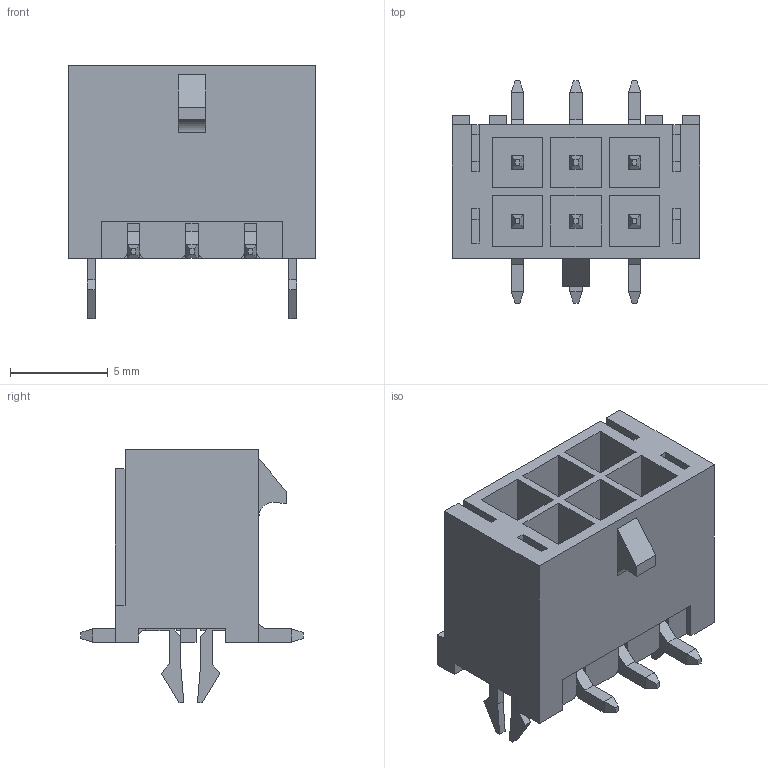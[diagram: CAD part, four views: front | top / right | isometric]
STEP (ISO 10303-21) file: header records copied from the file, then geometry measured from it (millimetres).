
FILE_DESCRIPTION(/* description */ ('Unknown'),/* implementation_level */ '2;1');
FILE_NAME(/* name */ '662006235922',/* time_stamp */ '2017-07-06T09:19:12+02:00',/* author */ ('Unknown'),/* organization */ ('Unknown'),/* preprocessor_version */ 'ST-DEVELOPER v16.7',/* originating_system */ 'DEX',/* authorisation */ $);
FILE_SCHEMA (('AUTOMOTIVE_DESIGN {1 0 10303 214 3 1 1}'));
Length unit declared in the file: millimetre
Products named in the file (4): 6620xx235922; 662006235922; 6620xx235922_PIN
Assembly tree (9 placements, depth 2):
  6620xx235922
    662006235922
    6620xx235922  x2
    6620xx235922_PIN  x6
Bounding box: 12.7 x 11.4 x 13 mm (x, y, z)
Volume: 534.3 mm3; surface area: 1584.4 mm2
Topology: 9 solids, 9 shells, 418 faces, 1167 edges, 762 vertices
Faces by surface type: plane 397, cylinder 21
Entity records: 8841 total; most frequent: CARTESIAN_POINT 1573, ORIENTED_EDGE 1562, DIRECTION 1359, EDGE_CURVE 781, LINE 751, VECTOR 751, VERTEX_POINT 518, AXIS2_PLACEMENT_3D 304
